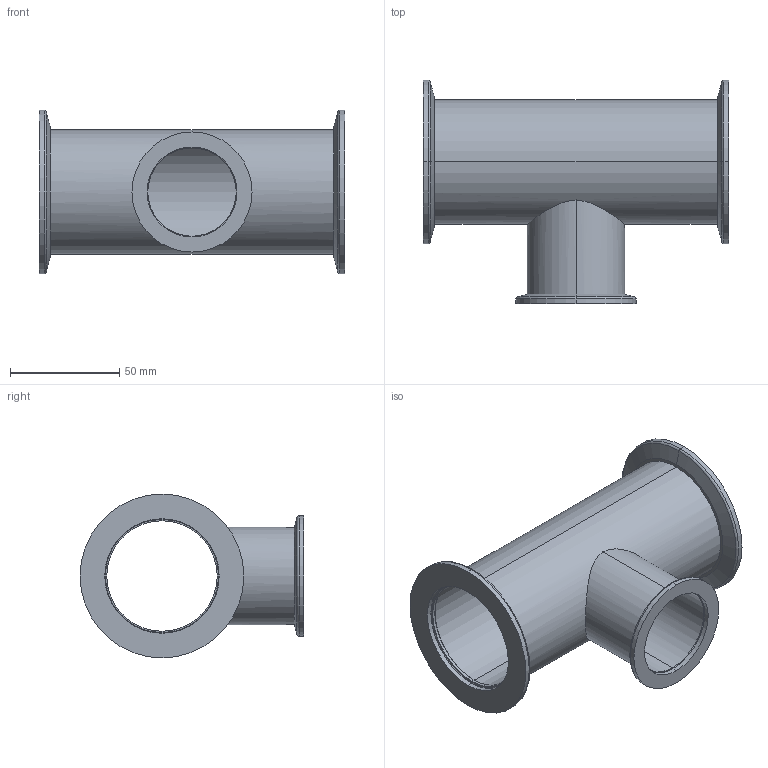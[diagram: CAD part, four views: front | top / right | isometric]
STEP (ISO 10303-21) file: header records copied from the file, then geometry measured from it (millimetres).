
FILE_DESCRIPTION (( 'STEP AP214' ), '1' );
FILE_NAME ('120RTR050-040.stp', '2017-06-07T08:24:02', ( '' ), ( '' ), 'SwSTEP 2.0', 'SolidWorks 2015', '' );
FILE_SCHEMA (( 'AUTOMOTIVE_DESIGN' ));
Length unit declared in the file: millimetre
Products named in the file (1): 120RTR050-040
Bounding box: 140 x 102.5 x 75 mm (x, y, z)
Volume: 95628.1 mm3; surface area: 67821.9 mm2
Topology: 2 solids, 2 shells, 64 faces, 130 edges, 80 vertices
Faces by surface type: cylinder 33, plane 13, torus 12, cone 6
Entity records: 2943 total; most frequent: CARTESIAN_POINT 777, DIRECTION 336, ORIENTED_EDGE 260, AXIS2_PLACEMENT_3D 149, EDGE_CURVE 130, CIRCLE 84, VERTEX_POINT 80, EDGE_LOOP 80
